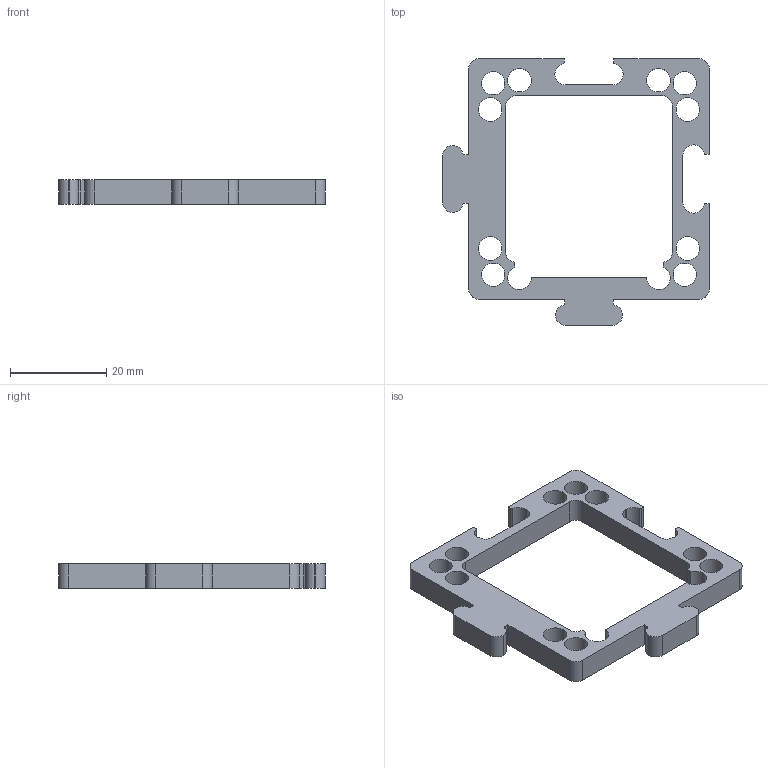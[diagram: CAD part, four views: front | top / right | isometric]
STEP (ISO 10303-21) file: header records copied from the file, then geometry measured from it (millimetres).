
FILE_DESCRIPTION(/* description */ (''),/* implementation_level */ '2;1');
FILE_NAME(/* name */ '30_Linear_Stage_NEMA11_China_puzzle.ipt.step',/* time_stamp */ '2022-11-29T08:23:26+01:00',/* author */ ('diederichbenedict'),/* organization */ (''),/* preprocessor_version */ 'ST-DEVELOPER v18.1',/* originating_system */ 'Autodesk Inventor 2022',/* authorisation */ '');
FILE_SCHEMA (('AUTOMOTIVE_DESIGN { 1 0 10303 214 3 1 1 }'));
Length unit declared in the file: millimetre
Products named in the file (1): 30_Linear_Stage_NEMA11_China_puzzle
Bounding box: 55.4 x 55.4 x 5.1 mm (x, y, z)
Volume: 5038.1 mm3; surface area: 4829.7 mm2
Topology: 1 solids, 1 shells, 80 faces, 234 edges, 156 vertices
Faces by surface type: cylinder 44, plane 36
Full cylindrical faces by diameter (mm): 4.8 x4, 4.9 x6
Entity records: 2771 total; most frequent: DIRECTION 484, CARTESIAN_POINT 471, ORIENTED_EDGE 468, EDGE_CURVE 234, AXIS2_PLACEMENT_3D 169, VERTEX_POINT 156, LINE 146, VECTOR 146
